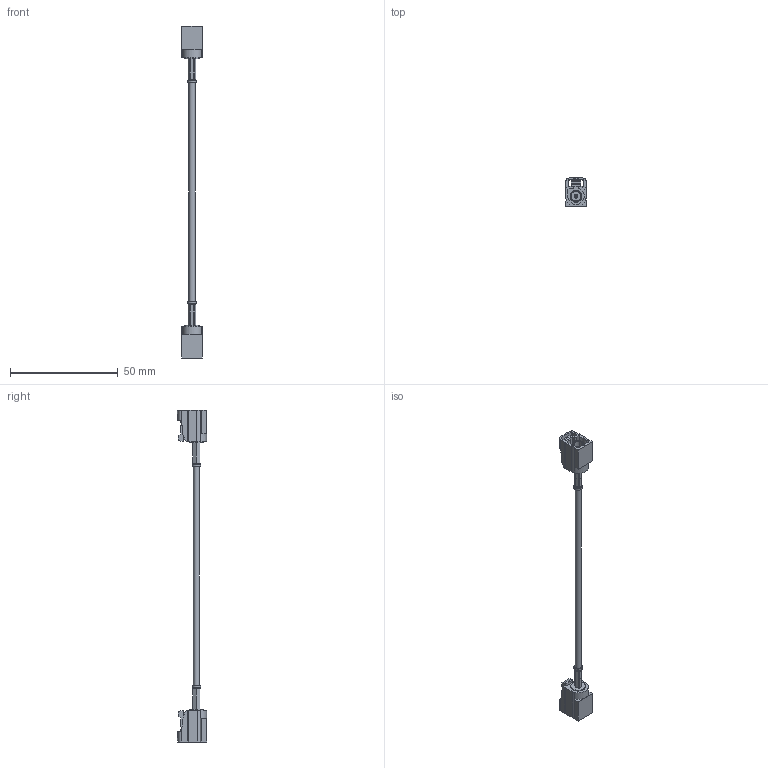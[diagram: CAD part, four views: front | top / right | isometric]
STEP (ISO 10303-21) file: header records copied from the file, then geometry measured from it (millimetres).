
FILE_DESCRIPTION (( 'STEP AP203' ), '1' );
FILE_NAME ('PE38750Z_3D.step', '2021-02-22T15:54:23', ( '' ), ( '' ), 'SwSTEP 2.0', 'SolidWorks 2018', '' );
FILE_SCHEMA (( 'CONFIG_CONTROL_DESIGN' ));
Length unit declared in the file: inch
Products named in the file (3): RG174AU^PE38750Z_RG174A-U; PE44646Z ^PE38750Z_Z; PE38750Z_3D
Assembly tree (3 placements, depth 2):
  PE38750Z_3D
    RG174AU^PE38750Z_RG174A-U
    PE44646Z ^PE38750Z_Z  x2
Bounding box: 9.4 x 13.53 x 154.16 mm (x, y, z)
Volume: 2984.7 mm3; surface area: 4643.8 mm2
Topology: 5 solids, 5 shells, 343 faces, 951 edges, 630 vertices
Faces by surface type: plane 218, cylinder 103, cone 14, bspline 8
Full cylindrical faces by diameter (mm): 0.55 x2, 0.804 x2, 1.7 x2, 1.778 x2, 2.7 x2, 2.794 x1, 3.48 x2, 3.988 x2, 4.497 x2, 5.513 x2, 6.883 x2
Entity records: 7005 total; most frequent: CARTESIAN_POINT 2425, ORIENTED_EDGE 914, DIRECTION 821, EDGE_CURVE 457, VERTEX_POINT 310, VECTOR 275, LINE 275, AXIS2_PLACEMENT_3D 273
